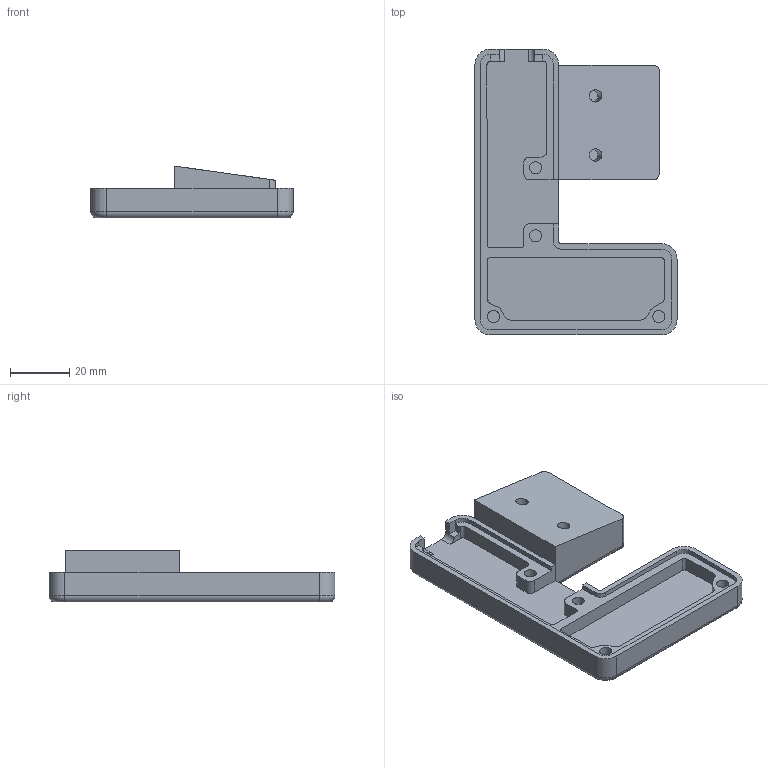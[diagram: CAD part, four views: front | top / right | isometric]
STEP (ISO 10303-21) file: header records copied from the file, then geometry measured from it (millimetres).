
FILE_DESCRIPTION(('FreeCAD Model'),'2;1');
FILE_NAME('Open CASCADE Shape Model','2025-01-14T09:15:11',(''),(''), 'Open CASCADE STEP processor 7.6','FreeCAD','Unknown');
FILE_SCHEMA(('AUTOMOTIVE_DESIGN { 1 0 10303 214 1 1 1 1 }'));
Length unit declared in the file: millimetre
Products named in the file (1): Lo-pro Thumb
Bounding box: 68.35 x 96.66 x 17.5 mm (x, y, z)
Volume: 40788.2 mm3; surface area: 17191.4 mm2
Topology: 1 solids, 1 shells, 117 faces, 300 edges, 190 vertices
Faces by surface type: plane 59, cylinder 50, torus 6, sphere 2
Full cylindrical faces by diameter (mm): 4.1 x4, 4.2 x2
Entity records: 3550 total; most frequent: DIRECTION 638, CARTESIAN_POINT 606, ORIENTED_EDGE 596, EDGE_CURVE 298, AXIS2_PLACEMENT_3D 222, LINE 194, VECTOR 194, VERTEX_POINT 190
